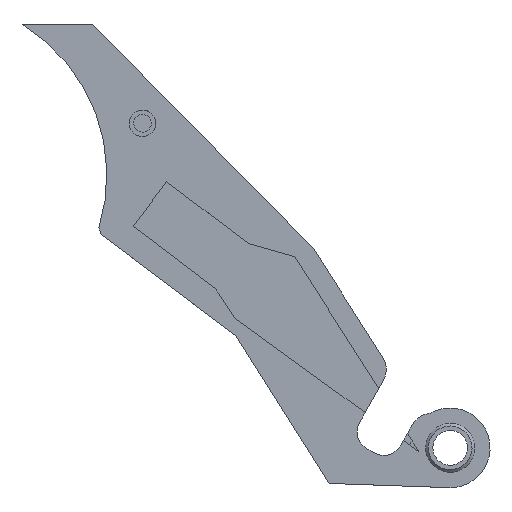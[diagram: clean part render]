
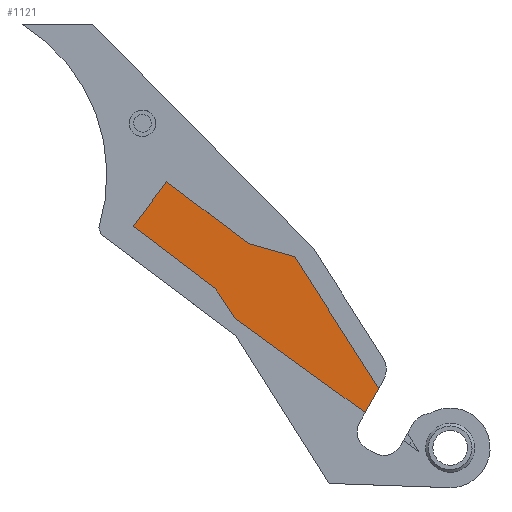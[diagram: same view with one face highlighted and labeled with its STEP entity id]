
A CAD part, top view. The second image highlights one B-rep face of the part: STEP entity #1121.
In plain terms, the highlighted planar face has unit normal (0, 0, 1).
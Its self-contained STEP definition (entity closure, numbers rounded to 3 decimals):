
#66=PLANE('',#1230);
#139=FACE_OUTER_BOUND('',#211,.T.);
#211=EDGE_LOOP('',(#1004,#1005,#1006,#1007,#1008,#1009,#1010,#1011));
#285=LINE('',#1769,#404);
#313=LINE('',#1878,#432);
#315=LINE('',#1882,#434);
#317=LINE('',#1886,#436);
#319=LINE('',#1890,#438);
#321=LINE('',#1894,#440);
#323=LINE('',#1898,#442);
#325=LINE('',#1901,#444);
#404=VECTOR('',#1410,10.);
#432=VECTOR('',#1478,10.);
#434=VECTOR('',#1482,10.);
#436=VECTOR('',#1486,10.);
#438=VECTOR('',#1490,10.);
#440=VECTOR('',#1494,10.);
#442=VECTOR('',#1498,10.);
#444=VECTOR('',#1502,10.);
#547=VERTEX_POINT('',#1761);
#549=VERTEX_POINT('',#1767);
#575=VERTEX_POINT('',#1877);
#576=VERTEX_POINT('',#1881);
#577=VERTEX_POINT('',#1885);
#578=VERTEX_POINT('',#1889);
#579=VERTEX_POINT('',#1893);
#580=VERTEX_POINT('',#1897);
#674=EDGE_CURVE('',#547,#549,#285,.T.);
#713=EDGE_CURVE('',#549,#575,#313,.T.);
#715=EDGE_CURVE('',#575,#576,#315,.T.);
#717=EDGE_CURVE('',#576,#577,#317,.T.);
#719=EDGE_CURVE('',#577,#578,#319,.T.);
#721=EDGE_CURVE('',#578,#579,#321,.T.);
#723=EDGE_CURVE('',#579,#580,#323,.T.);
#725=EDGE_CURVE('',#580,#547,#325,.T.);
#1004=ORIENTED_EDGE('',*,*,#713,.T.);
#1005=ORIENTED_EDGE('',*,*,#715,.T.);
#1006=ORIENTED_EDGE('',*,*,#717,.T.);
#1007=ORIENTED_EDGE('',*,*,#719,.T.);
#1008=ORIENTED_EDGE('',*,*,#721,.T.);
#1009=ORIENTED_EDGE('',*,*,#723,.T.);
#1010=ORIENTED_EDGE('',*,*,#725,.T.);
#1011=ORIENTED_EDGE('',*,*,#674,.T.);
#1121=ADVANCED_FACE('',(#139),#66,.T.);
#1230=AXIS2_PLACEMENT_3D('',#1920,#1520,#1521);
#1410=DIRECTION('',(0.492,0.871,0.));
#1478=DIRECTION('',(-0.538,0.843,0.));
#1482=DIRECTION('',(-0.961,0.275,0.));
#1486=DIRECTION('',(-0.799,0.602,0.));
#1490=DIRECTION('',(-0.602,-0.799,0.));
#1494=DIRECTION('',(0.799,-0.602,0.));
#1498=DIRECTION('',(0.551,-0.835,0.));
#1502=DIRECTION('',(0.81,-0.586,0.));
#1520=DIRECTION('center_axis',(0.,0.,1.));
#1521=DIRECTION('ref_axis',(1.,0.,0.));
#1761=CARTESIAN_POINT('',(7.456,43.5,103.92));
#1767=CARTESIAN_POINT('',(8.997,46.226,103.92));
#1769=CARTESIAN_POINT('',(7.456,43.5,103.92));
#1877=CARTESIAN_POINT('',(-0.52,61.147,103.92));
#1878=CARTESIAN_POINT('',(-1.168,62.164,103.92));
#1881=CARTESIAN_POINT('',(-5.749,62.642,103.92));
#1882=CARTESIAN_POINT('',(-5.164,62.475,103.92));
#1885=CARTESIAN_POINT('',(-15.006,69.618,103.92));
#1886=CARTESIAN_POINT('',(-9.762,65.666,103.92));
#1889=CARTESIAN_POINT('',(-18.797,64.587,103.92));
#1890=CARTESIAN_POINT('',(-17.087,66.856,103.92));
#1893=CARTESIAN_POINT('',(-9.537,57.609,103.92));
#1894=CARTESIAN_POINT('',(-8.923,57.146,103.92));
#1897=CARTESIAN_POINT('',(-7.236,54.124,103.92));
#1898=CARTESIAN_POINT('',(-8.512,56.055,103.92));
#1901=CARTESIAN_POINT('',(-0.804,49.473,103.92));
#1920=CARTESIAN_POINT('Origin',(-4.889,61.22,103.92));
